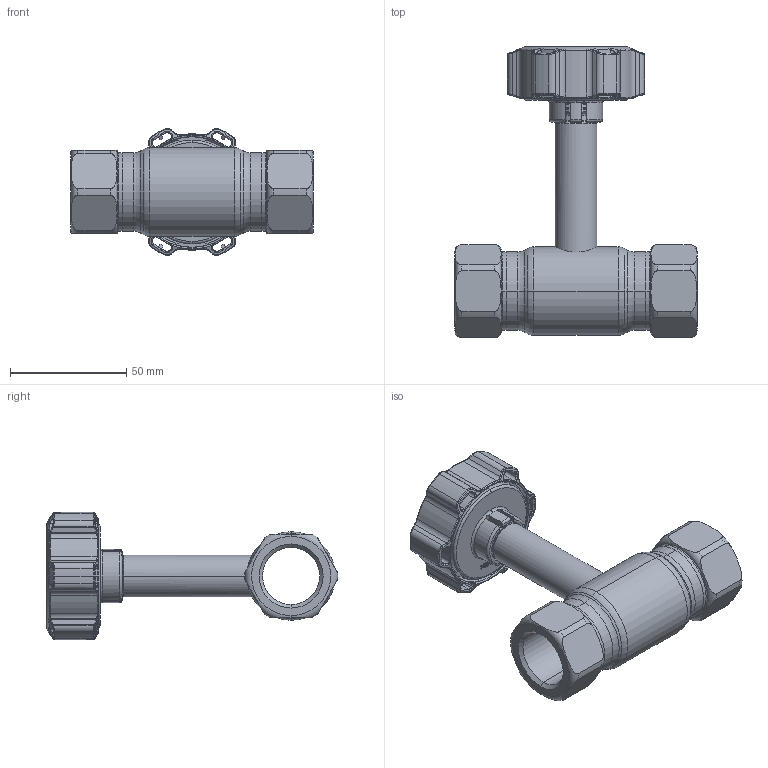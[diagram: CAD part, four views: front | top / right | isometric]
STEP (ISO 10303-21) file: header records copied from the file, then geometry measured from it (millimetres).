
FILE_DESCRIPTION (( 'STEP AP214' ), '1' );
FILE_NAME ('2020002001-0200.step', '2023-12-18T09:55:57', ( '' ), ( '' ), 'SwSTEP 2.0', 'SolidWorks 2021', '' );
FILE_SCHEMA (( 'AUTOMOTIVE_DESIGN' ));
Length unit declared in the file: millimetre
Products named in the file (1): 2020002001-0200
Bounding box: 104 x 125.09 x 54.57 mm (x, y, z)
Surface area: 34613.9 mm2 (no closed solid volume)
Topology: 0 solids, 9 shells, 546 faces, 1553 edges, 994 vertices
Faces by surface type: bspline 167, cylinder 140, plane 103, torus 91, cone 45
Entity records: 33657 total; most frequent: CARTESIAN_POINT 14997, ORIENTED_EDGE 2799, DIRECTION 2261, EDGE_CURVE 1553, VERTEX_POINT 994, AXIS2_PLACEMENT_3D 910, EDGE_LOOP 581, B_SPLINE_CURVE_WITH_KNOTS 552
